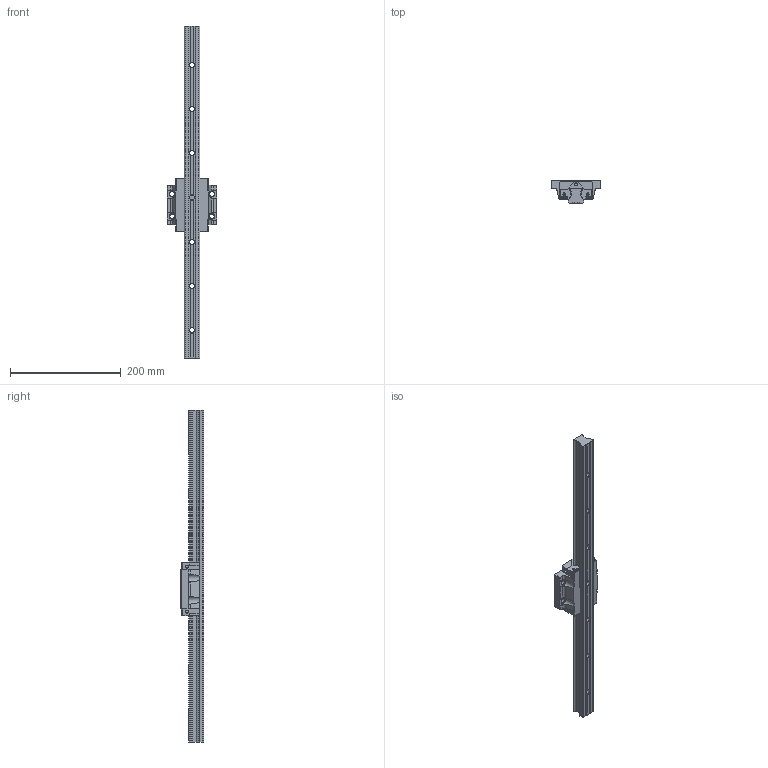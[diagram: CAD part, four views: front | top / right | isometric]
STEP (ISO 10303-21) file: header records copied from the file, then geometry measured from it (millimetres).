
FILE_DESCRIPTION (( 'STEP AP214' ), '1' );
FILE_NAME ('ARC30FN.STEP', '2014-06-24T23:40:38', ( '' ), ( '' ), 'SwSTEP 2.0', 'SolidWorks 2010', '' );
FILE_SCHEMA (( 'AUTOMOTIVE_DESIGN' ));
Length unit declared in the file: millimetre
Products named in the file (3): AR30-rail; ARC30FN-block; ARC30FN
Assembly tree (2 placements, depth 2):
  ARC30FN
    AR30-rail
    ARC30FN-block
Bounding box: 90 x 42 x 600 mm (x, y, z)
Volume: 522442.5 mm3; surface area: 106921.4 mm2
Topology: 2 solids, 2 shells, 590 faces, 1588 edges, 1026 vertices
Faces by surface type: plane 233, cylinder 175, bspline 108, cone 74
Entity records: 24342 total; most frequent: CARTESIAN_POINT 9699, ORIENTED_EDGE 3160, DIRECTION 2610, EDGE_CURVE 1580, VERTEX_POINT 1026, VECTOR 876, LINE 876, AXIS2_PLACEMENT_3D 867
